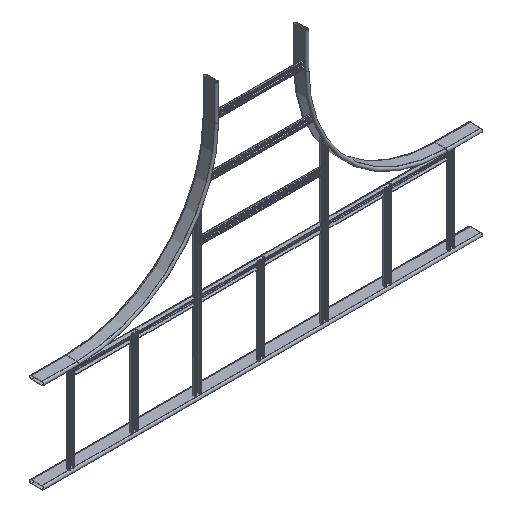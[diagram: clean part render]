
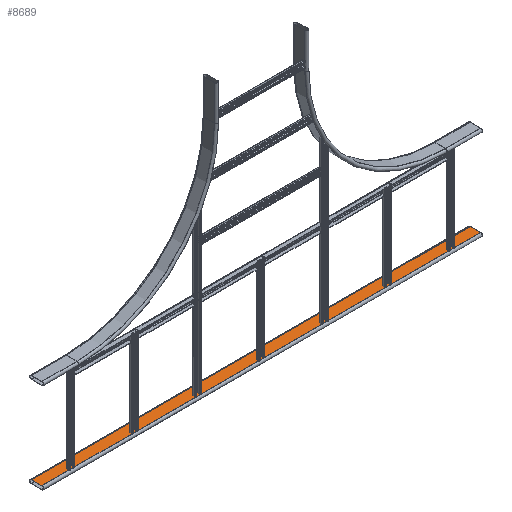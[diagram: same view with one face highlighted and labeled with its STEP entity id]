
A CAD part, isometric view. The second image highlights one B-rep face of the part: STEP entity #8689.
In plain terms, the highlighted planar face has unit normal (0, 0, 1).
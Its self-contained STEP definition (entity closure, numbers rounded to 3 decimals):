
#30 = EDGE_CURVE ( 'NONE', #46612, #42060, #13725, .T. ) ;
#1177 = CARTESIAN_POINT ( 'NONE',  ( 935., -22.5, 7.5 ) ) ;
#5144 = DIRECTION ( 'NONE',  ( -1., 0., 0. ) ) ;
#5884 = PLANE ( 'NONE',  #48543 ) ;
#6012 = CARTESIAN_POINT ( 'NONE',  ( 935., 22.5, 7.5 ) ) ;
#7080 = DIRECTION ( 'NONE',  ( 0., 1., 0. ) ) ;
#7401 = DIRECTION ( 'NONE',  ( -1., 0., 0. ) ) ;
#8689 = ADVANCED_FACE ( 'NONE', ( #38026 ), #5884, .T. ) ;
#8912 = EDGE_CURVE ( 'NONE', #28755, #42060, #29544, .T. ) ;
#9029 = VECTOR ( 'NONE', #7080, 1000. ) ;
#9601 = EDGE_CURVE ( 'NONE', #46550, #28755, #35531, .T. ) ;
#11368 = ORIENTED_EDGE ( 'NONE', *, *, #17706, .T. ) ;
#13725 = LINE ( 'NONE', #6012, #34210 ) ;
#14969 = CARTESIAN_POINT ( 'NONE',  ( -935., -22.5, 7.5 ) ) ;
#15088 = VECTOR ( 'NONE', #5144, 1000. ) ;
#16890 = CARTESIAN_POINT ( 'NONE',  ( 935., -22.5, 7.5 ) ) ;
#17666 = DIRECTION ( 'NONE',  ( 0., 0., 1. ) ) ;
#17706 = EDGE_CURVE ( 'NONE', #46550, #46612, #21082, .T. ) ;
#18049 = CARTESIAN_POINT ( 'NONE',  ( 935., -22.5, 7.5 ) ) ;
#21082 = LINE ( 'NONE', #18049, #30047 ) ;
#23743 = CARTESIAN_POINT ( 'NONE',  ( -935., -22.5, 7.5 ) ) ;
#28755 = VERTEX_POINT ( 'NONE', #23743 ) ;
#28955 = CARTESIAN_POINT ( 'NONE',  ( 935., 22.5, 7.5 ) ) ;
#29544 = LINE ( 'NONE', #14969, #9029 ) ;
#30047 = VECTOR ( 'NONE', #48766, 1000. ) ;
#33418 = EDGE_LOOP ( 'NONE', ( #42579, #36871, #11368, #46778 ) ) ;
#34210 = VECTOR ( 'NONE', #7401, 1000. ) ;
#35531 = LINE ( 'NONE', #1177, #15088 ) ;
#36871 = ORIENTED_EDGE ( 'NONE', *, *, #9601, .F. ) ;
#38026 = FACE_OUTER_BOUND ( 'NONE', #33418, .T. ) ;
#40639 = CARTESIAN_POINT ( 'NONE',  ( 935., -22.5, 7.5 ) ) ;
#42060 = VERTEX_POINT ( 'NONE', #43451 ) ;
#42579 = ORIENTED_EDGE ( 'NONE', *, *, #8912, .F. ) ;
#43451 = CARTESIAN_POINT ( 'NONE',  ( -935., 22.5, 7.5 ) ) ;
#44498 = DIRECTION ( 'NONE',  ( 0., 1., 0. ) ) ;
#46550 = VERTEX_POINT ( 'NONE', #16890 ) ;
#46612 = VERTEX_POINT ( 'NONE', #28955 ) ;
#46778 = ORIENTED_EDGE ( 'NONE', *, *, #30, .T. ) ;
#48543 = AXIS2_PLACEMENT_3D ( 'NONE', #40639, #17666, #44498 ) ;
#48766 = DIRECTION ( 'NONE',  ( 0., 1., 0. ) ) ;
